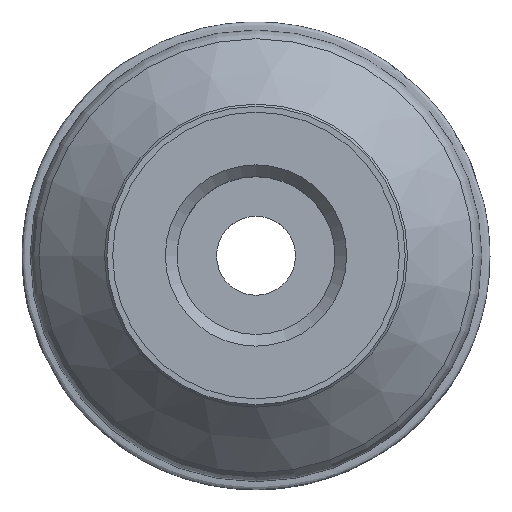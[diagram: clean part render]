
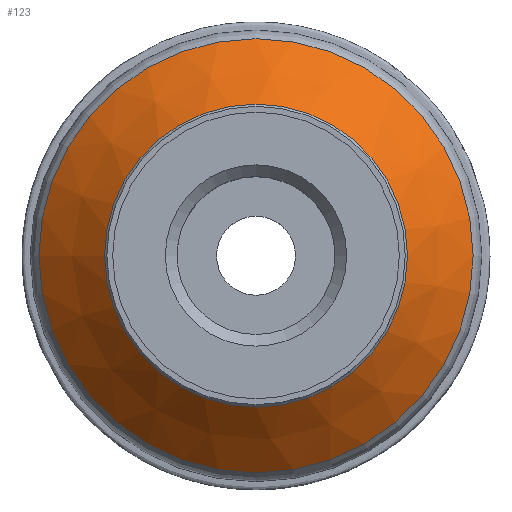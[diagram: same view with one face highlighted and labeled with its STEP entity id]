
A CAD part, top view. The second image highlights one B-rep face of the part: STEP entity #123.
In plain terms, the highlighted conical face has half-angle 45.424 degrees and reference radius 25 mm.
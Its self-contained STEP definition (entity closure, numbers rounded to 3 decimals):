
#123=ADVANCED_FACE('TB_IB_SU3',(#157,#158),#148,.T.);
#148=CONICAL_SURFACE('',#530,25.,45.424);
#157=FACE_BOUND('',#208,.T.);
#158=FACE_BOUND('',#209,.T.);
#208=EDGE_LOOP('',(#258));
#209=EDGE_LOOP('',(#259));
#258=ORIENTED_EDGE('',*,*,#334,.T.);
#259=ORIENTED_EDGE('',*,*,#335,.T.);
#308=VERTEX_POINT('',#750);
#309=VERTEX_POINT('',#752);
#334=EDGE_CURVE('',#308,#308,#359,.T.);
#335=EDGE_CURVE('',#309,#309,#360,.T.);
#359=CIRCLE('',#528,25.894);
#360=CIRCLE('',#529,37.109);
#528=AXIS2_PLACEMENT_3D('',#749,#616,#617);
#529=AXIS2_PLACEMENT_3D('',#751,#618,#619);
#530=AXIS2_PLACEMENT_3D('',#753,#620,#621);
#616=DIRECTION('',(0.,0.,-1.));
#617=DIRECTION('',(-1.,0.,0.));
#618=DIRECTION('',(0.,0.,1.));
#619=DIRECTION('',(1.,0.,0.));
#620=DIRECTION('',(0.,0.,-1.));
#621=DIRECTION('',(-1.,0.,0.));
#749=CARTESIAN_POINT('',(0.,0.,-18.381));
#750=CARTESIAN_POINT('',(-25.894,0.,-18.381));
#751=CARTESIAN_POINT('',(0.,0.,-29.431));
#752=CARTESIAN_POINT('',(37.109,0.,-29.431));
#753=CARTESIAN_POINT('',(0.,0.,-17.5));
